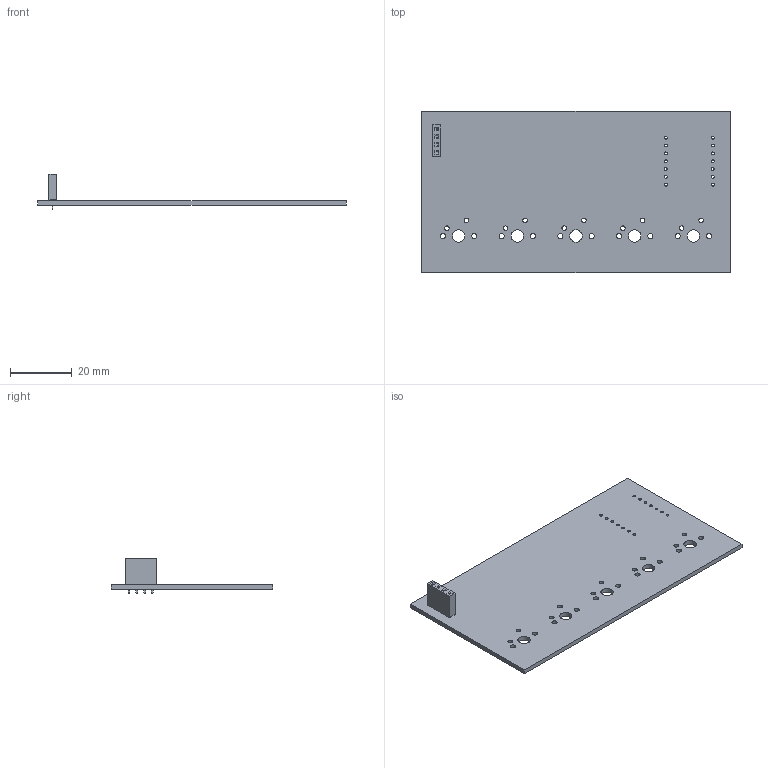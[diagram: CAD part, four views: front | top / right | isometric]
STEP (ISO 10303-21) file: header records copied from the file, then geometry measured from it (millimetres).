
FILE_DESCRIPTION(('KiCad electronic assembly'),'2;1');
FILE_NAME('Hackpad.step','2025-12-26T19:00:59',('Pcbnew'),('Kicad'), 'Open CASCADE STEP processor 7.8','KiCad to STEP converter','Unknown' );
FILE_SCHEMA(('AUTOMOTIVE_DESIGN { 1 0 10303 214 1 1 1 1 }'));
Length unit declared in the file: millimetre
Products named in the file (3): Hackpad 1; PinSocket_1x04_P2.54mm_Vertical; Hackpad_PCB
Assembly tree (2 placements, depth 2):
  Hackpad 1
    PinSocket_1x04_P2.54mm_Vertical
    Hackpad_PCB
Bounding box: 100.01 x 52.39 x 11.6 mm (x, y, z)
Volume: 7944.4 mm3; surface area: 11402.6 mm2
Topology: 2 solids, 2 shells, 163 faces, 437 edges, 286 vertices
Faces by surface type: plane 120, cylinder 43
Full cylindrical faces by diameter (mm): 0.889 x14, 1 x4, 1.5 x10, 1.7 x10, 4 x5
Entity records: 6591 total; most frequent: CARTESIAN_POINT 889, ORIENTED_EDGE 874, DIRECTION 855, EDGE_CURVE 437, LINE 351, VECTOR 351, VERTEX_POINT 286, FACE_BOUND 257
